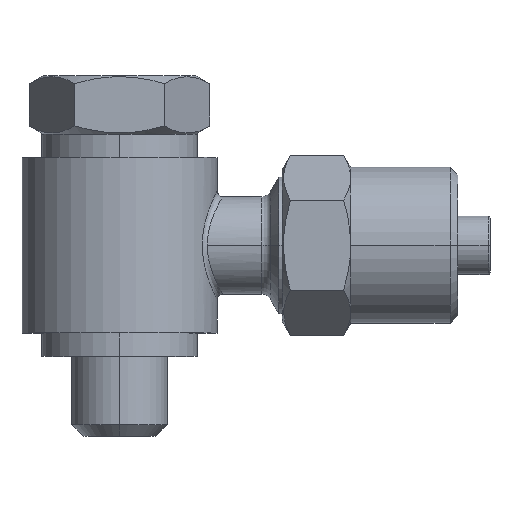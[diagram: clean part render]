
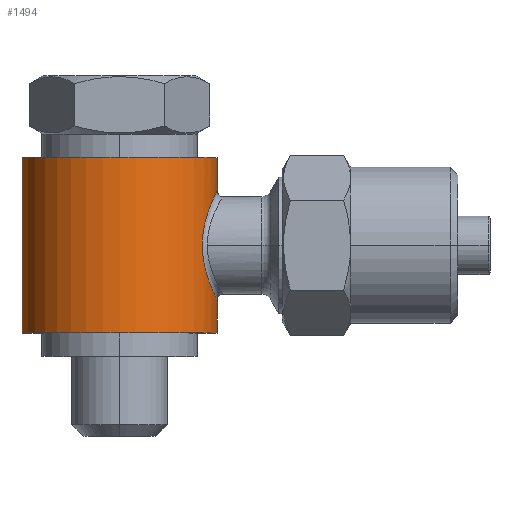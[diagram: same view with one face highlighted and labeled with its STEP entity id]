
A CAD part, top view. The second image highlights one B-rep face of the part: STEP entity #1494.
In plain terms, the highlighted cylindrical face has radius 5 mm (diameter 10 mm), a partial arc.
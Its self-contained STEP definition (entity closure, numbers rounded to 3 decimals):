
#113 = VERTEX_POINT ( 'NONE', #2262 ) ;
#167 = VERTEX_POINT ( 'NONE', #2209 ) ;
#173 = VERTEX_POINT ( 'NONE', #2203 ) ;
#174 = VERTEX_POINT ( 'NONE', #2202 ) ;
#176 = VERTEX_POINT ( 'NONE', #2200 ) ;
#178 = VERTEX_POINT ( 'NONE', #2198 ) ;
#179 = VERTEX_POINT ( 'NONE', #2197 ) ;
#412 = EDGE_LOOP ( 'NONE', ( #1141, #1139, #1143, #1138, #1131, #1136, #1128 ) ) ;
#588 = EDGE_CURVE ( 'NONE', #113, #167, #853, .T. ) ;
#600 = EDGE_CURVE ( 'NONE', #173, #176, #968, .T. ) ;
#601 = EDGE_CURVE ( 'NONE', #173, #174, #1331, .T. ) ;
#602 = EDGE_CURVE ( 'NONE', #178, #176, #1322, .T. ) ;
#603 = EDGE_CURVE ( 'NONE', #113, #178, #970, .T. ) ;
#604 = EDGE_CURVE ( 'NONE', #167, #179, #859, .T. ) ;
#605 = EDGE_CURVE ( 'NONE', #174, #179, #971, .T. ) ;
#853 = B_SPLINE_CURVE_WITH_KNOTS ( 'NONE', 3,
 ( #2656, #2654, #2649, #2645, #2640, #2637, #2636, #2633, #2628, #2623, #2619, #2618, #2615, #2611, #2606, #2599, #2595, #2592, #2588, #2568, #2550, #2534, #2712, #2711, #2710, #2708, #2707, #2706, #2705, #2704, #2702, #2701 ),
 .UNSPECIFIED., .F., .F.,
 ( 4, 2, 2, 2, 2, 2, 2, 2, 2, 2, 2, 2, 2, 2, 2, 4 ),
 ( 0.009, 0.009, 0.01, 0.011, 0.011, 0.012, 0.012, 0.013, 0.013, 0.014, 0.015, 0.015, 0.016, 0.016, 0.017, 0.017 ),
 .UNSPECIFIED. ) ;
#859 = B_SPLINE_CURVE_WITH_KNOTS ( 'NONE', 3,
 ( #2627, #2626, #2625, #2622, #2621, #2620 ),
 .UNSPECIFIED., .F., .F.,
 ( 4, 2, 4 ),
 ( 0.017, 0.017, 0.017 ),
 .UNSPECIFIED. ) ;
#968 = LINE ( 'NONE', #2642, #1332 ) ;
#970 = LINE ( 'NONE', #2630, #1267 ) ;
#971 = LINE ( 'NONE', #2617, #1280 ) ;
#1021 = FACE_OUTER_BOUND ( 'NONE', #412, .T. ) ;
#1057 = CYLINDRICAL_SURFACE ( 'NONE', #1185, 5. ) ;
#1128 = ORIENTED_EDGE ( 'NONE', *, *, #605, .F. ) ;
#1131 = ORIENTED_EDGE ( 'NONE', *, *, #588, .T. ) ;
#1136 = ORIENTED_EDGE ( 'NONE', *, *, #604, .T. ) ;
#1138 = ORIENTED_EDGE ( 'NONE', *, *, #603, .F. ) ;
#1139 = ORIENTED_EDGE ( 'NONE', *, *, #600, .T. ) ;
#1141 = ORIENTED_EDGE ( 'NONE', *, *, #601, .F. ) ;
#1143 = ORIENTED_EDGE ( 'NONE', *, *, #602, .F. ) ;
#1185 = AXIS2_PLACEMENT_3D ( 'NONE', #1586, #1585, #1583 ) ;
#1264 = AXIS2_PLACEMENT_3D ( 'NONE', #2634, #2632, #2631 ) ;
#1267 = VECTOR ( 'NONE', #2629, 1000. ) ;
#1280 = VECTOR ( 'NONE', #2616, 1000. ) ;
#1309 = AXIS2_PLACEMENT_3D ( 'NONE', #2639, #2638, #2635 ) ;
#1322 = CIRCLE ( 'NONE', #1264, 5. ) ;
#1331 = CIRCLE ( 'NONE', #1309, 5. ) ;
#1332 = VECTOR ( 'NONE', #2641, 1000. ) ;
#1494 = ADVANCED_FACE ( 'NONE', ( #1021 ), #1057, .T. ) ;
#1583 = DIRECTION ( 'NONE',  ( 1., 0., 0. ) ) ;
#1585 = DIRECTION ( 'NONE',  ( 0., -1., 0. ) ) ;
#1586 = CARTESIAN_POINT ( 'NONE',  ( 0., 2.8, 0. ) ) ;
#2197 = CARTESIAN_POINT ( 'NONE',  ( 5., 12.6, 0. ) ) ;
#2198 = CARTESIAN_POINT ( 'NONE',  ( 5., 5.3, 0. ) ) ;
#2200 = CARTESIAN_POINT ( 'NONE',  ( -5., 5.3, 0. ) ) ;
#2202 = CARTESIAN_POINT ( 'NONE',  ( 5., 14.3, 0. ) ) ;
#2203 = CARTESIAN_POINT ( 'NONE',  ( -5., 14.3, 0. ) ) ;
#2209 = CARTESIAN_POINT ( 'NONE',  ( 4.992, 12.583, 0.288 ) ) ;
#2262 = CARTESIAN_POINT ( 'NONE',  ( 5., 7., 0. ) ) ;
#2534 = CARTESIAN_POINT ( 'NONE',  ( 4.478, 11.317, 2.226 ) ) ;
#2550 = CARTESIAN_POINT ( 'NONE',  ( 4.395, 11.015, 2.386 ) ) ;
#2568 = CARTESIAN_POINT ( 'NONE',  ( 4.358, 10.854, 2.453 ) ) ;
#2588 = CARTESIAN_POINT ( 'NONE',  ( 4.297, 10.525, 2.557 ) ) ;
#2592 = CARTESIAN_POINT ( 'NONE',  ( 4.274, 10.353, 2.595 ) ) ;
#2595 = CARTESIAN_POINT ( 'NONE',  ( 4.247, 10.005, 2.64 ) ) ;
#2599 = CARTESIAN_POINT ( 'NONE',  ( 4.242, 9.831, 2.647 ) ) ;
#2606 = CARTESIAN_POINT ( 'NONE',  ( 4.253, 9.481, 2.63 ) ) ;
#2611 = CARTESIAN_POINT ( 'NONE',  ( 4.268, 9.305, 2.605 ) ) ;
#2615 = CARTESIAN_POINT ( 'NONE',  ( 4.314, 8.968, 2.527 ) ) ;
#2616 = DIRECTION ( 'NONE',  ( 0., -1., 0. ) ) ;
#2617 = CARTESIAN_POINT ( 'NONE',  ( 5., 2.8, 0. ) ) ;
#2618 = CARTESIAN_POINT ( 'NONE',  ( 4.346, 8.805, 2.474 ) ) ;
#2619 = CARTESIAN_POINT ( 'NONE',  ( 4.419, 8.49, 2.34 ) ) ;
#2620 = CARTESIAN_POINT ( 'NONE',  ( 5., 12.6, 0. ) ) ;
#2621 = CARTESIAN_POINT ( 'NONE',  ( 5., 12.6, 0.048 ) ) ;
#2622 = CARTESIAN_POINT ( 'NONE',  ( 4.999, 12.599, 0.096 ) ) ;
#2623 = CARTESIAN_POINT ( 'NONE',  ( 4.462, 8.337, 2.258 ) ) ;
#2625 = CARTESIAN_POINT ( 'NONE',  ( 4.997, 12.593, 0.192 ) ) ;
#2626 = CARTESIAN_POINT ( 'NONE',  ( 4.994, 12.589, 0.24 ) ) ;
#2627 = CARTESIAN_POINT ( 'NONE',  ( 4.992, 12.583, 0.288 ) ) ;
#2628 = CARTESIAN_POINT ( 'NONE',  ( 4.552, 8.055, 2.072 ) ) ;
#2629 = DIRECTION ( 'NONE',  ( 0., -1., 0. ) ) ;
#2630 = CARTESIAN_POINT ( 'NONE',  ( 5., 2.8, 0. ) ) ;
#2631 = DIRECTION ( 'NONE',  ( 0., 0., 1. ) ) ;
#2632 = DIRECTION ( 'NONE',  ( 0., -1., 0. ) ) ;
#2633 = CARTESIAN_POINT ( 'NONE',  ( 4.598, 7.923, 1.967 ) ) ;
#2634 = CARTESIAN_POINT ( 'NONE',  ( 0., 5.3, 0. ) ) ;
#2635 = DIRECTION ( 'NONE',  ( 0., 0., -1. ) ) ;
#2636 = CARTESIAN_POINT ( 'NONE',  ( 4.739, 7.556, 1.614 ) ) ;
#2637 = CARTESIAN_POINT ( 'NONE',  ( 4.83, 7.356, 1.334 ) ) ;
#2638 = DIRECTION ( 'NONE',  ( 0., 1., 0. ) ) ;
#2639 = CARTESIAN_POINT ( 'NONE',  ( 0., 14.3, 0. ) ) ;
#2640 = CARTESIAN_POINT ( 'NONE',  ( 4.928, 7.146, 0.859 ) ) ;
#2641 = DIRECTION ( 'NONE',  ( 0., -1., 0. ) ) ;
#2642 = CARTESIAN_POINT ( 'NONE',  ( -5., 2.8, 0. ) ) ;
#2645 = CARTESIAN_POINT ( 'NONE',  ( 4.954, 7.092, 0.695 ) ) ;
#2649 = CARTESIAN_POINT ( 'NONE',  ( 4.99, 7.019, 0.354 ) ) ;
#2654 = CARTESIAN_POINT ( 'NONE',  ( 5., 7., 0.177 ) ) ;
#2656 = CARTESIAN_POINT ( 'NONE',  ( 5., 7., 0. ) ) ;
#2701 = CARTESIAN_POINT ( 'NONE',  ( 4.992, 12.583, 0.288 ) ) ;
#2702 = CARTESIAN_POINT ( 'NONE',  ( 4.982, 12.563, 0.464 ) ) ;
#2704 = CARTESIAN_POINT ( 'NONE',  ( 4.963, 12.524, 0.633 ) ) ;
#2705 = CARTESIAN_POINT ( 'NONE',  ( 4.91, 12.415, 0.959 ) ) ;
#2706 = CARTESIAN_POINT ( 'NONE',  ( 4.876, 12.343, 1.118 ) ) ;
#2707 = CARTESIAN_POINT ( 'NONE',  ( 4.798, 12.171, 1.415 ) ) ;
#2708 = CARTESIAN_POINT ( 'NONE',  ( 4.755, 12.072, 1.552 ) ) ;
#2710 = CARTESIAN_POINT ( 'NONE',  ( 4.664, 11.85, 1.807 ) ) ;
#2711 = CARTESIAN_POINT ( 'NONE',  ( 4.616, 11.726, 1.925 ) ) ;
#2712 = CARTESIAN_POINT ( 'NONE',  ( 4.523, 11.459, 2.134 ) ) ;
